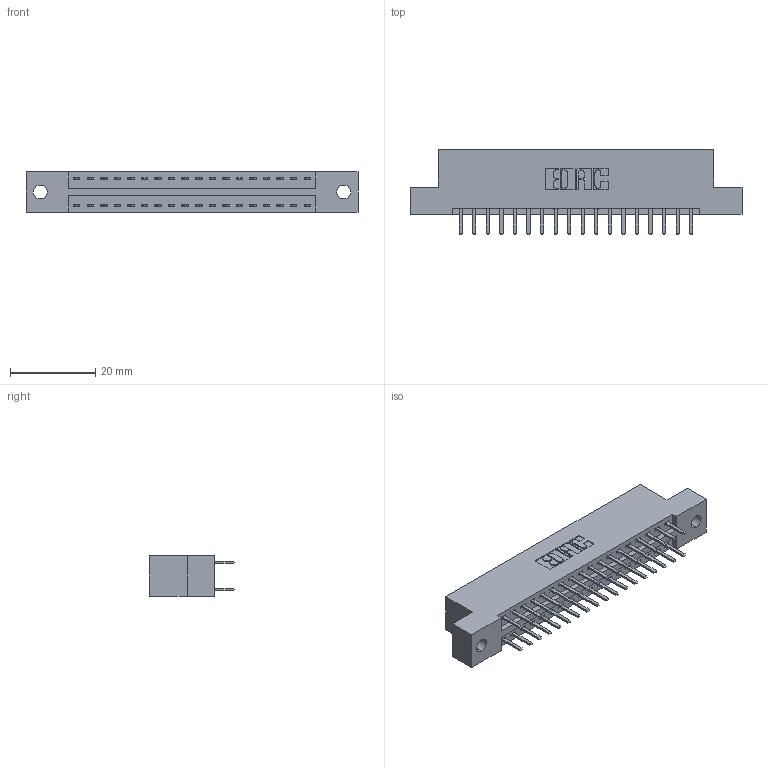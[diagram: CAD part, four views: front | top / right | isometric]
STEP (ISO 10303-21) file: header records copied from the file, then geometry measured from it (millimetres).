
FILE_DESCRIPTION (( 'STEP AP203' ), '1' );
FILE_NAME ('396-036-520-202.STEP', '2019-10-30T07:15:04', ( '' ), ( '' ), 'SwSTEP 2.0', 'SolidWorks 2016', '' );
FILE_SCHEMA (( 'CONFIG_CONTROL_DESIGN' ));
Length unit declared in the file: inch
Products named in the file (3): 345-292-001_345-293-120; 396-036-520-202; 346 Part_Flush Mounting Lugs - 0.128 Dia
Assembly tree (37 placements, depth 2):
  396-036-520-202
    346 Part_Flush Mounting Lugs - 0.128 Dia
    345-292-001_345-293-120  x36
Bounding box: 77.72 x 20.02 x 9.4 mm (x, y, z)
Volume: 7340.1 mm3; surface area: 9406 mm2
Topology: 37 solids, 37 shells, 2138 faces, 6197 edges, 4034 vertices
Faces by surface type: plane 1408, cylinder 730
Entity records: 15095 total; most frequent: CARTESIAN_POINT 2532, ORIENTED_EDGE 2454, DIRECTION 2271, EDGE_CURVE 1227, LINE 1019, VECTOR 1019, VERTEX_POINT 814, AXIS2_PLACEMENT_3D 626
